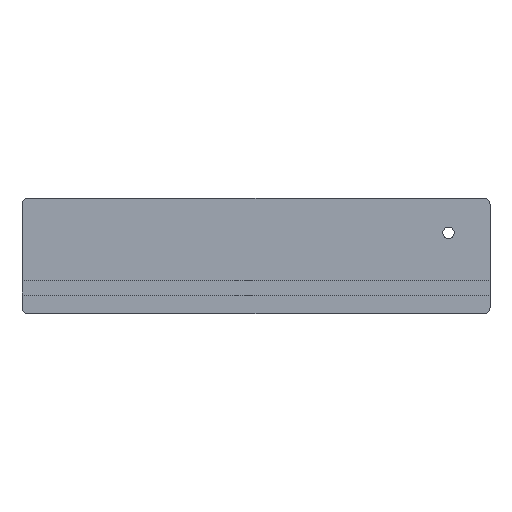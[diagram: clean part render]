
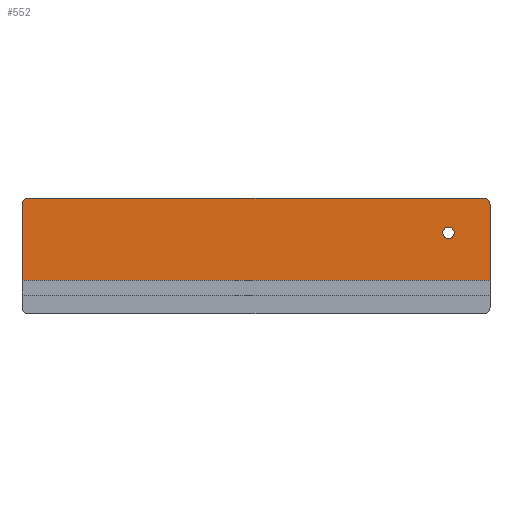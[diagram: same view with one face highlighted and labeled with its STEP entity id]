
A CAD part, top view. The second image highlights one B-rep face of the part: STEP entity #552.
In plain terms, the highlighted planar face has unit normal (0, 0, 1).
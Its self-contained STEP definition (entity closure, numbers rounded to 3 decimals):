
#1 = VECTOR ( 'NONE', #43, 1000. ) ;
#19 = VECTOR ( 'NONE', #47, 1000. ) ;
#26 = DIRECTION ( 'NONE',  ( 0., 1., 0. ) ) ;
#27 = LINE ( 'NONE', #249, #220 ) ;
#30 = CARTESIAN_POINT ( 'NONE',  ( 1825., 350., 100. ) ) ;
#34 = VERTEX_POINT ( 'NONE', #466 ) ;
#42 = ORIENTED_EDGE ( 'NONE', *, *, #189, .T. ) ;
#43 = DIRECTION ( 'NONE',  ( -1., 0., 0. ) ) ;
#46 = EDGE_CURVE ( 'NONE', #61, #407, #27, .T. ) ;
#47 = DIRECTION ( 'NONE',  ( -1., 0., 0. ) ) ;
#53 = CARTESIAN_POINT ( 'NONE',  ( 1850., 350., 100. ) ) ;
#61 = VERTEX_POINT ( 'NONE', #135 ) ;
#74 = FACE_OUTER_BOUND ( 'NONE', #339, .T. ) ;
#85 = ORIENTED_EDGE ( 'NONE', *, *, #357, .T. ) ;
#101 = VERTEX_POINT ( 'NONE', #30 ) ;
#110 = ORIENTED_EDGE ( 'NONE', *, *, #46, .T. ) ;
#112 = VERTEX_POINT ( 'NONE', #387 ) ;
#113 = CARTESIAN_POINT ( 'NONE',  ( 0., 0., 100. ) ) ;
#114 = DIRECTION ( 'NONE',  ( 0., -1., 0. ) ) ;
#118 = CIRCLE ( 'NONE', #488, 25. ) ;
#128 = LINE ( 'NONE', #388, #170 ) ;
#129 = ORIENTED_EDGE ( 'NONE', *, *, #299, .T. ) ;
#135 = CARTESIAN_POINT ( 'NONE',  ( 0., 475., 100. ) ) ;
#143 = DIRECTION ( 'NONE',  ( 0., 0., 1. ) ) ;
#145 = AXIS2_PLACEMENT_3D ( 'NONE', #199, #277, #545 ) ;
#147 = CARTESIAN_POINT ( 'NONE',  ( 0., 145., 100. ) ) ;
#170 = VECTOR ( 'NONE', #26, 1000. ) ;
#176 = VERTEX_POINT ( 'NONE', #257 ) ;
#179 = CARTESIAN_POINT ( 'NONE',  ( 1875., 350., 100. ) ) ;
#181 = CIRCLE ( 'NONE', #516, 25. ) ;
#182 = CIRCLE ( 'NONE', #270, 25. ) ;
#183 = CARTESIAN_POINT ( 'NONE',  ( 2005., 500., 100. ) ) ;
#189 = EDGE_CURVE ( 'NONE', #176, #112, #128, .T. ) ;
#199 = CARTESIAN_POINT ( 'NONE',  ( 1850., 350., 100. ) ) ;
#204 = VERTEX_POINT ( 'NONE', #183 ) ;
#208 = DIRECTION ( 'NONE',  ( 0., 0., -1. ) ) ;
#212 = EDGE_CURVE ( 'NONE', #204, #34, #501, .T. ) ;
#220 = VECTOR ( 'NONE', #114, 1000. ) ;
#239 = ORIENTED_EDGE ( 'NONE', *, *, #396, .F. ) ;
#249 = CARTESIAN_POINT ( 'NONE',  ( 0., 0., 100. ) ) ;
#257 = CARTESIAN_POINT ( 'NONE',  ( 2030., 145., 100. ) ) ;
#270 = AXIS2_PLACEMENT_3D ( 'NONE', #490, #355, #314 ) ;
#277 = DIRECTION ( 'NONE',  ( 0., 0., 1. ) ) ;
#285 = ORIENTED_EDGE ( 'NONE', *, *, #212, .T. ) ;
#299 = EDGE_CURVE ( 'NONE', #112, #204, #182, .T. ) ;
#314 = DIRECTION ( 'NONE',  ( -1., 0., 0. ) ) ;
#339 = EDGE_LOOP ( 'NONE', ( #110, #239, #42, #129, #285, #85 ) ) ;
#349 = CARTESIAN_POINT ( 'NONE',  ( 0., 500., 100. ) ) ;
#351 = VERTEX_POINT ( 'NONE', #179 ) ;
#353 = EDGE_CURVE ( 'NONE', #351, #101, #118, .T. ) ;
#354 = EDGE_CURVE ( 'NONE', #101, #351, #449, .T. ) ;
#355 = DIRECTION ( 'NONE',  ( 0., 0., 1. ) ) ;
#357 = EDGE_CURVE ( 'NONE', #34, #61, #181, .T. ) ;
#366 = DIRECTION ( 'NONE',  ( 0., 0., 1. ) ) ;
#387 = CARTESIAN_POINT ( 'NONE',  ( 2030., 475., 100. ) ) ;
#388 = CARTESIAN_POINT ( 'NONE',  ( 2030., 0., 100. ) ) ;
#394 = LINE ( 'NONE', #147, #19 ) ;
#396 = EDGE_CURVE ( 'NONE', #176, #407, #394, .T. ) ;
#404 = CARTESIAN_POINT ( 'NONE',  ( 25., 475., 100. ) ) ;
#407 = VERTEX_POINT ( 'NONE', #445 ) ;
#415 = EDGE_LOOP ( 'NONE', ( #444, #551 ) ) ;
#421 = DIRECTION ( 'NONE',  ( -1., 0., 0. ) ) ;
#444 = ORIENTED_EDGE ( 'NONE', *, *, #353, .F. ) ;
#445 = CARTESIAN_POINT ( 'NONE',  ( 0., 145., 100. ) ) ;
#449 = CIRCLE ( 'NONE', #145, 25. ) ;
#466 = CARTESIAN_POINT ( 'NONE',  ( 25., 500., 100. ) ) ;
#488 = AXIS2_PLACEMENT_3D ( 'NONE', #53, #366, #548 ) ;
#490 = CARTESIAN_POINT ( 'NONE',  ( 2005., 475., 100. ) ) ;
#493 = DIRECTION ( 'NONE',  ( -1., 0., 0. ) ) ;
#495 = AXIS2_PLACEMENT_3D ( 'NONE', #113, #208, #421 ) ;
#501 = LINE ( 'NONE', #349, #1 ) ;
#508 = PLANE ( 'NONE',  #495 ) ;
#516 = AXIS2_PLACEMENT_3D ( 'NONE', #404, #143, #493 ) ;
#522 = FACE_BOUND ( 'NONE', #415, .T. ) ;
#545 = DIRECTION ( 'NONE',  ( 1., 0., 0. ) ) ;
#548 = DIRECTION ( 'NONE',  ( 1., 0., 0. ) ) ;
#551 = ORIENTED_EDGE ( 'NONE', *, *, #354, .F. ) ;
#552 = ADVANCED_FACE ( 'NONE', ( #522, #74 ), #508, .F. ) ;
